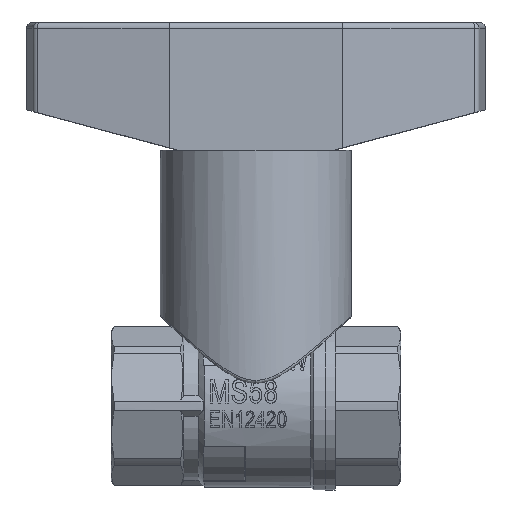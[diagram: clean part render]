
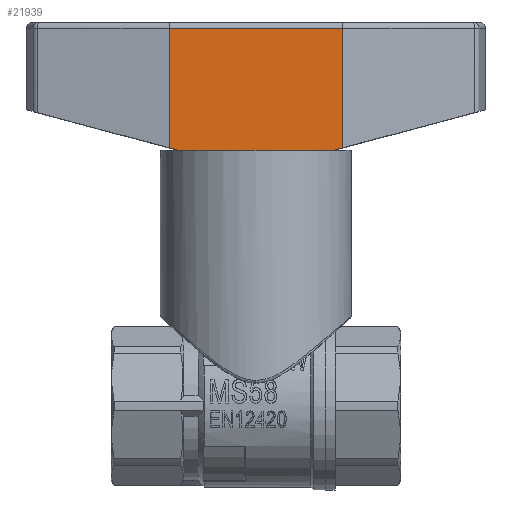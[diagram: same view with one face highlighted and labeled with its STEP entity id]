
A CAD part, top view. The second image highlights one B-rep face of the part: STEP entity #21939.
In plain terms, the highlighted face is planar.
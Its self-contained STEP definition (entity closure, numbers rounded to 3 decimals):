
#3030=LINE('',#42608,#4396);
#3035=LINE('',#42628,#4401);
#3044=LINE('',#42660,#4410);
#3057=LINE('',#42712,#4423);
#3060=LINE('',#42720,#4426);
#3103=LINE('',#42866,#4469);
#4396=VECTOR('',#32163,1000.);
#4401=VECTOR('',#32180,1000.);
#4410=VECTOR('',#32219,1000.);
#4423=VECTOR('',#32284,1000.);
#4426=VECTOR('',#32293,1000.);
#4469=VECTOR('',#32462,1000.);
#10942=ORIENTED_EDGE('',*,*,#14190,.T.);
#10943=ORIENTED_EDGE('',*,*,#14208,.F.);
#10944=ORIENTED_EDGE('',*,*,#14181,.F.);
#10945=ORIENTED_EDGE('',*,*,#14238,.F.);
#10946=ORIENTED_EDGE('',*,*,#14234,.F.);
#10947=ORIENTED_EDGE('',*,*,#14309,.T.);
#14181=EDGE_CURVE('',#16474,#16476,#3030,.T.);
#14190=EDGE_CURVE('',#16485,#16483,#3035,.T.);
#14208=EDGE_CURVE('',#16476,#16483,#3044,.T.);
#14234=EDGE_CURVE('',#16505,#16506,#3057,.T.);
#14238=EDGE_CURVE('',#16506,#16474,#3060,.T.);
#14309=EDGE_CURVE('',#16505,#16485,#3103,.T.);
#16474=VERTEX_POINT('',#42606);
#16476=VERTEX_POINT('',#42609);
#16483=VERTEX_POINT('',#42626);
#16485=VERTEX_POINT('',#42629);
#16505=VERTEX_POINT('',#42709);
#16506=VERTEX_POINT('',#42713);
#18314=EDGE_LOOP('',(#10942,#10943,#10944,#10945,#10946,#10947));
#19676=FACE_BOUND('',#18314,.T.);
#20736=PLANE('',#25086);
#21939=ADVANCED_FACE('',(#19676),#20736,.F.);
#25086=AXIS2_PLACEMENT_3D('',#42867,#32463,#32464);
#32163=DIRECTION('',(1.,0.,0.));
#32180=DIRECTION('',(0.,0.,1.));
#32219=DIRECTION('',(0.966,0.,-0.259));
#32284=DIRECTION('',(0.,0.,1.));
#32293=DIRECTION('',(0.966,0.,0.259));
#32462=DIRECTION('',(1.,0.,0.));
#32463=DIRECTION('',(0.,1.,0.));
#32464=DIRECTION('',(1.,0.,0.));
#42606=CARTESIAN_POINT('',(-13.5,-14.,22.034));
#42608=CARTESIAN_POINT('',(-13.5,-14.,22.034));
#42609=CARTESIAN_POINT('',(13.5,-14.,22.034));
#42626=CARTESIAN_POINT('',(15.,-14.,21.632));
#42628=CARTESIAN_POINT('',(15.,-14.,1.));
#42629=CARTESIAN_POINT('',(15.,-14.,1.));
#42660=CARTESIAN_POINT('',(13.5,-14.,22.034));
#42709=CARTESIAN_POINT('',(-15.,-14.,1.));
#42712=CARTESIAN_POINT('',(-15.,-14.,1.));
#42713=CARTESIAN_POINT('',(-15.,-14.,21.632));
#42720=CARTESIAN_POINT('',(-15.,-14.,21.632));
#42866=CARTESIAN_POINT('',(-15.,-14.,1.));
#42867=CARTESIAN_POINT('',(0.,-14.,0.));
